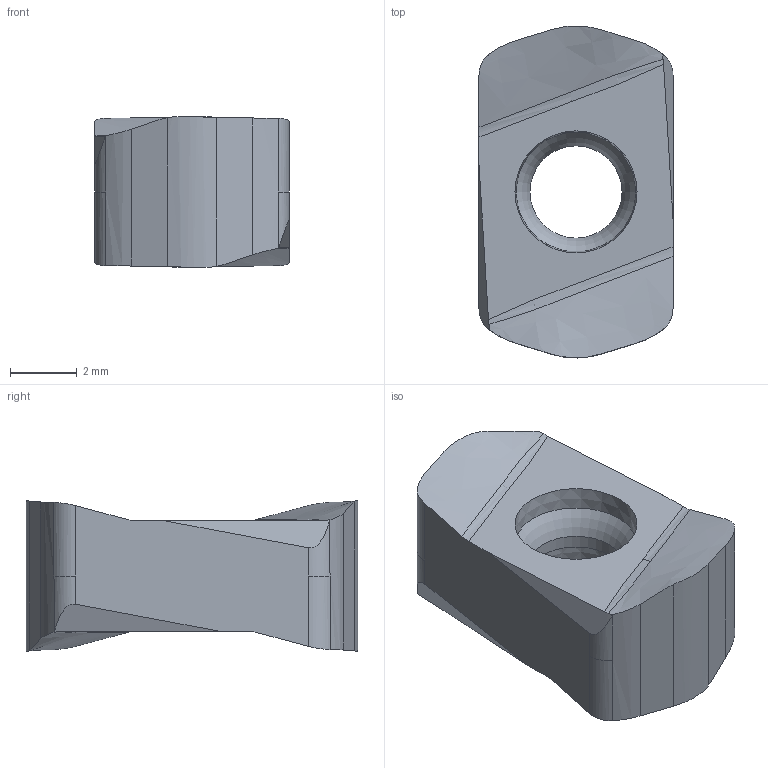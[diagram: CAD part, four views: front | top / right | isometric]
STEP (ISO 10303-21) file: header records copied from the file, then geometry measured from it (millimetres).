
FILE_DESCRIPTION(/* description */ (''),/* implementation_level */ '2;1');
FILE_NAME(/* name */ 'BNGX10T308SR_M_115010922nuc000_00_SIM.stp',/* time_stamp */ '2021-03-19T07:45:49+01:00',/* author */ (''),/* organization */ (''),/* preprocessor_version */ 'ST-DEVELOPER v16.7',/* originating_system */ 'SIEMENS PLM Software NX 12.0',/* authorisation */ '');
FILE_SCHEMA (('AUTOMOTIVE_DESIGN { 1 0 10303 214 3 1 1 1 }'));
Length unit declared in the file: millimetre
Products named in the file (1): fo34279C158B7cvn
Bounding box: 5.8 x 9.92 x 4.5 mm (x, y, z)
Volume: 156.3 mm3; surface area: 226.8 mm2
Topology: 1 solids, 1 shells, 41 faces, 131 edges, 92 vertices
Faces by surface type: plane 12, bspline 12, cylinder 11, cone 4, torus 2
Full cylindrical faces by diameter (mm): 2.76 x1
Entity records: 4154 total; most frequent: CARTESIAN_POINT 3146, ORIENTED_EDGE 248, DIRECTION 128, EDGE_CURVE 124, VERTEX_POINT 92, B_SPLINE_CURVE_WITH_KNOTS 64, EDGE_LOOP 50, LINE 44
